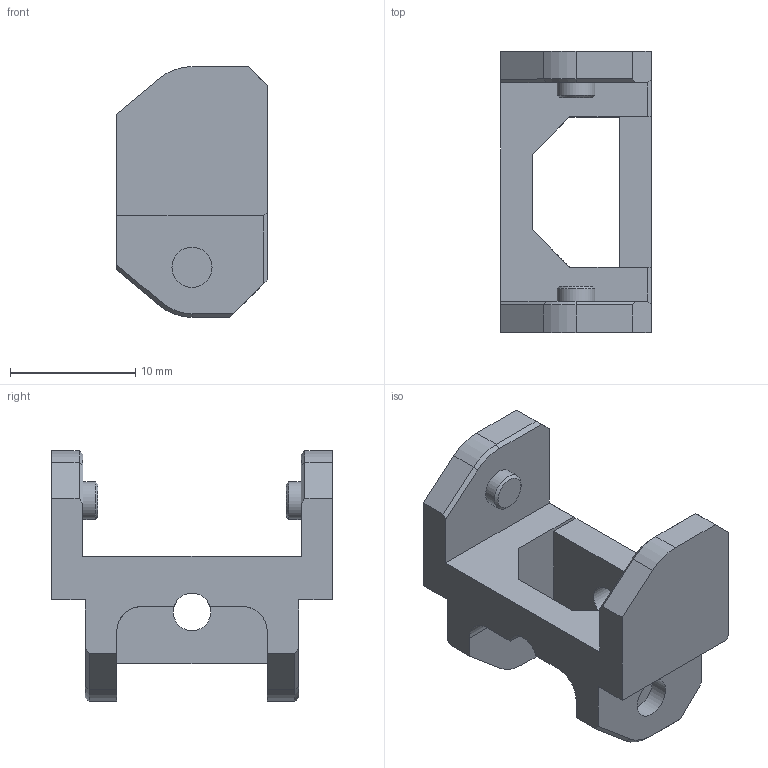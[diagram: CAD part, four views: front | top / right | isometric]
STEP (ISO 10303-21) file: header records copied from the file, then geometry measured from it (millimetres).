
FILE_DESCRIPTION(/* description */ (''),/* implementation_level */ '2;1');
FILE_NAME(/* name */ 'D12-LINK-FIJO.stp',/* time_stamp */ '2014-09-08T23:28:25+02:00',/* author */ ('rtorres_2'),/* organization */ (''),/* preprocessor_version */ 'ST-DEVELOPER v15.6',/* originating_system */ 'Autodesk Inventor 2015',/* authorisation */ '');
FILE_SCHEMA (('AUTOMOTIVE_DESIGN { 1 0 10303 214 3 1 1 }'));
Length unit declared in the file: millimetre
Products named in the file (1): D12-LINK-FIJO
Bounding box: 12 x 22.4 x 20 mm (x, y, z)
Volume: 1677 mm3; surface area: 1745.2 mm2
Topology: 1 solids, 3 shells, 83 faces, 209 edges, 132 vertices
Faces by surface type: plane 65, cylinder 12, cone 6
Full cylindrical faces by diameter (mm): 3 x3, 3.2 x2
Entity records: 2434 total; most frequent: CARTESIAN_POINT 418, ORIENTED_EDGE 408, DIRECTION 400, EDGE_CURVE 202, LINE 172, VECTOR 172, VERTEX_POINT 132, AXIS2_PLACEMENT_3D 114
